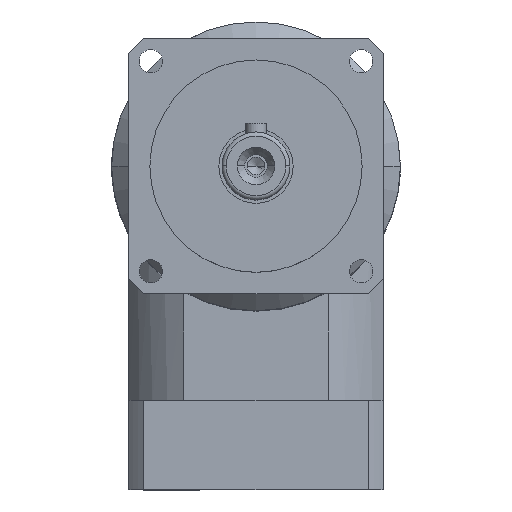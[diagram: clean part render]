
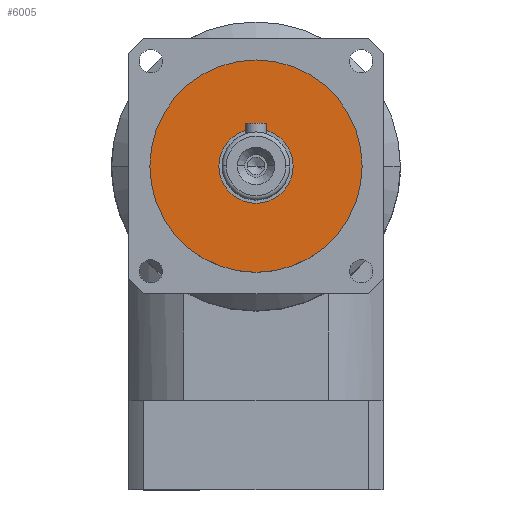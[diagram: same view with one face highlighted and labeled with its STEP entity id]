
A CAD part, top view. The second image highlights one B-rep face of the part: STEP entity #6005.
In plain terms, the highlighted planar face has unit normal (0, 0, 1).
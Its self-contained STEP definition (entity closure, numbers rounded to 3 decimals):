
#188 = DIRECTION ( 'NONE',  ( 1., 0., 0. ) ) ;
#549 = AXIS2_PLACEMENT_3D ( 'NONE', #6565, #6471, #6480 ) ;
#669 = AXIS2_PLACEMENT_3D ( 'NONE', #6182, #6377, #188 ) ;
#930 = VERTEX_POINT ( 'NONE', #4237 ) ;
#1105 = AXIS2_PLACEMENT_3D ( 'NONE', #6174, #7658, #6027 ) ;
#1361 = EDGE_CURVE ( 'NONE', #4818, #930, #4199, .T. ) ;
#1579 = AXIS2_PLACEMENT_3D ( 'NONE', #5774, #5478, #5351 ) ;
#1636 = CARTESIAN_POINT ( 'NONE',  ( -8.75, 0., 46.5 ) ) ;
#1927 = VERTEX_POINT ( 'NONE', #1636 ) ;
#2032 = CIRCLE ( 'NONE', #669, 25. ) ;
#2368 = ORIENTED_EDGE ( 'NONE', *, *, #5816, .T. ) ;
#2636 = ORIENTED_EDGE ( 'NONE', *, *, #7039, .F. ) ;
#3038 = VERTEX_POINT ( 'NONE', #6394 ) ;
#3567 = EDGE_LOOP ( 'NONE', ( #2636, #7484 ) ) ;
#4019 = FACE_OUTER_BOUND ( 'NONE', #5884, .T. ) ;
#4199 = CIRCLE ( 'NONE', #549, 25. ) ;
#4237 = CARTESIAN_POINT ( 'NONE',  ( -25., 0., 46.5 ) ) ;
#4383 = EDGE_CURVE ( 'NONE', #3038, #1927, #7638, .T. ) ;
#4785 = AXIS2_PLACEMENT_3D ( 'NONE', #7538, #7743, #7766 ) ;
#4818 = VERTEX_POINT ( 'NONE', #5386 ) ;
#5351 = DIRECTION ( 'NONE',  ( 1., 0., 0. ) ) ;
#5366 = ORIENTED_EDGE ( 'NONE', *, *, #1361, .T. ) ;
#5386 = CARTESIAN_POINT ( 'NONE',  ( 25., 0., 46.5 ) ) ;
#5478 = DIRECTION ( 'NONE',  ( 0., 0., 1. ) ) ;
#5713 = FACE_BOUND ( 'NONE', #3567, .T. ) ;
#5774 = CARTESIAN_POINT ( 'NONE',  ( 0., 0., 46.5 ) ) ;
#5816 = EDGE_CURVE ( 'NONE', #930, #4818, #2032, .T. ) ;
#5884 = EDGE_LOOP ( 'NONE', ( #2368, #5366 ) ) ;
#6005 = ADVANCED_FACE ( 'NONE', ( #5713, #4019 ), #8245, .T. ) ;
#6027 = DIRECTION ( 'NONE',  ( 1., 0., 0. ) ) ;
#6174 = CARTESIAN_POINT ( 'NONE',  ( 0., 0., 46.5 ) ) ;
#6182 = CARTESIAN_POINT ( 'NONE',  ( 0., 0., 46.5 ) ) ;
#6377 = DIRECTION ( 'NONE',  ( 0., 0., 1. ) ) ;
#6394 = CARTESIAN_POINT ( 'NONE',  ( 8.75, 0., 46.5 ) ) ;
#6471 = DIRECTION ( 'NONE',  ( 0., 0., 1. ) ) ;
#6480 = DIRECTION ( 'NONE',  ( 1., 0., 0. ) ) ;
#6565 = CARTESIAN_POINT ( 'NONE',  ( 0., 0., 46.5 ) ) ;
#7039 = EDGE_CURVE ( 'NONE', #1927, #3038, #7545, .T. ) ;
#7484 = ORIENTED_EDGE ( 'NONE', *, *, #4383, .F. ) ;
#7538 = CARTESIAN_POINT ( 'NONE',  ( 0., 0., 46.5 ) ) ;
#7545 = CIRCLE ( 'NONE', #1105, 8.75 ) ;
#7638 = CIRCLE ( 'NONE', #1579, 8.75 ) ;
#7658 = DIRECTION ( 'NONE',  ( 0., 0., 1. ) ) ;
#7743 = DIRECTION ( 'NONE',  ( 0., 0., 1. ) ) ;
#7766 = DIRECTION ( 'NONE',  ( 1., 0., 0. ) ) ;
#8245 = PLANE ( 'NONE',  #4785 ) ;
